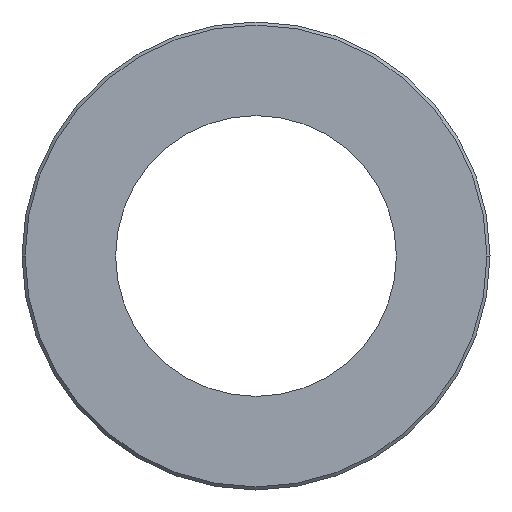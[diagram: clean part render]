
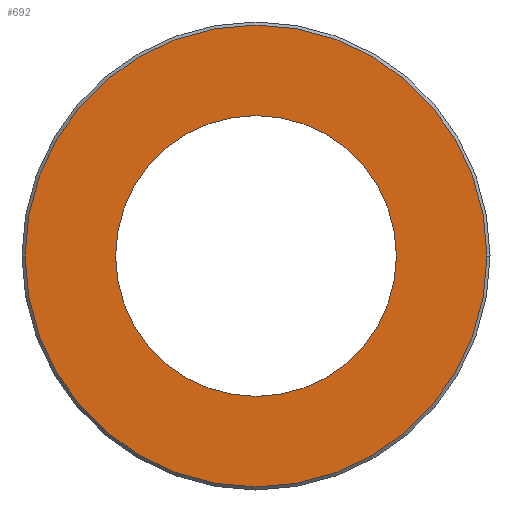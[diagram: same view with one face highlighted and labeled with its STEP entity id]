
A CAD part, left-side view. The second image highlights one B-rep face of the part: STEP entity #692.
In plain terms, the highlighted planar face has unit normal (-1, 0, 0).
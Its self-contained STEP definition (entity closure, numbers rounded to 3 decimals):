
#14 = ORIENTED_EDGE ( 'NONE', *, *, #480, .T. ) ;
#40 = FACE_OUTER_BOUND ( 'NONE', #901, .T. ) ;
#47 = DIRECTION ( 'NONE',  ( 1., 0., 0. ) ) ;
#51 = CARTESIAN_POINT ( 'NONE',  ( 0., -18., 0. ) ) ;
#56 = ORIENTED_EDGE ( 'NONE', *, *, #764, .T. ) ;
#59 = DIRECTION ( 'NONE',  ( 0., -1., 0. ) ) ;
#60 = FACE_BOUND ( 'NONE', #62, .T. ) ;
#62 = EDGE_LOOP ( 'NONE', ( #56, #14 ) ) ;
#66 = DIRECTION ( 'NONE',  ( 0., 0., 1. ) ) ;
#94 = AXIS2_PLACEMENT_3D ( 'NONE', #513, #1192, #1209 ) ;
#138 = AXIS2_PLACEMENT_3D ( 'NONE', #250, #785, #66 ) ;
#144 = EDGE_CURVE ( 'NONE', #489, #1297, #1313, .T. ) ;
#153 = CARTESIAN_POINT ( 'NONE',  ( 0., 0., 0. ) ) ;
#163 = CARTESIAN_POINT ( 'NONE',  ( 0., 0., 0. ) ) ;
#204 = DIRECTION ( 'NONE',  ( 0., 1., 0. ) ) ;
#250 = CARTESIAN_POINT ( 'NONE',  ( 0., 24., 0. ) ) ;
#311 = CARTESIAN_POINT ( 'NONE',  ( 0., 29.6, 0. ) ) ;
#334 = VERTEX_POINT ( 'NONE', #778 ) ;
#376 = VERTEX_POINT ( 'NONE', #51 ) ;
#443 = EDGE_CURVE ( 'NONE', #1297, #489, #1281, .T. ) ;
#457 = DIRECTION ( 'NONE',  ( 0., -1., 0. ) ) ;
#480 = EDGE_CURVE ( 'NONE', #376, #334, #973, .T. ) ;
#489 = VERTEX_POINT ( 'NONE', #311 ) ;
#513 = CARTESIAN_POINT ( 'NONE',  ( 0., 0., 0. ) ) ;
#641 = AXIS2_PLACEMENT_3D ( 'NONE', #717, #920, #204 ) ;
#677 = CIRCLE ( 'NONE', #94, 18. ) ;
#686 = PLANE ( 'NONE',  #138 ) ;
#692 = ADVANCED_FACE ( 'NONE', ( #40, #60 ), #686, .T. ) ;
#717 = CARTESIAN_POINT ( 'NONE',  ( 0., 0., 0. ) ) ;
#736 = AXIS2_PLACEMENT_3D ( 'NONE', #153, #47, #457 ) ;
#764 = EDGE_CURVE ( 'NONE', #334, #376, #677, .T. ) ;
#778 = CARTESIAN_POINT ( 'NONE',  ( 0., 18., 0. ) ) ;
#785 = DIRECTION ( 'NONE',  ( -1., 0., 0. ) ) ;
#811 = AXIS2_PLACEMENT_3D ( 'NONE', #163, #977, #59 ) ;
#901 = EDGE_LOOP ( 'NONE', ( #940, #1312 ) ) ;
#920 = DIRECTION ( 'NONE',  ( 1., 0., 0. ) ) ;
#940 = ORIENTED_EDGE ( 'NONE', *, *, #443, .F. ) ;
#973 = CIRCLE ( 'NONE', #641, 18. ) ;
#977 = DIRECTION ( 'NONE',  ( 1., 0., 0. ) ) ;
#1192 = DIRECTION ( 'NONE',  ( 1., 0., 0. ) ) ;
#1209 = DIRECTION ( 'NONE',  ( 0., 1., 0. ) ) ;
#1252 = CARTESIAN_POINT ( 'NONE',  ( 0., -29.6, 0. ) ) ;
#1281 = CIRCLE ( 'NONE', #811, 29.6 ) ;
#1297 = VERTEX_POINT ( 'NONE', #1252 ) ;
#1312 = ORIENTED_EDGE ( 'NONE', *, *, #144, .F. ) ;
#1313 = CIRCLE ( 'NONE', #736, 29.6 ) ;
